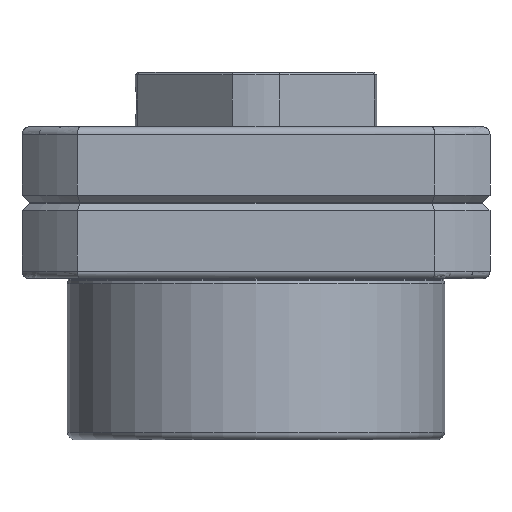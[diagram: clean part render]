
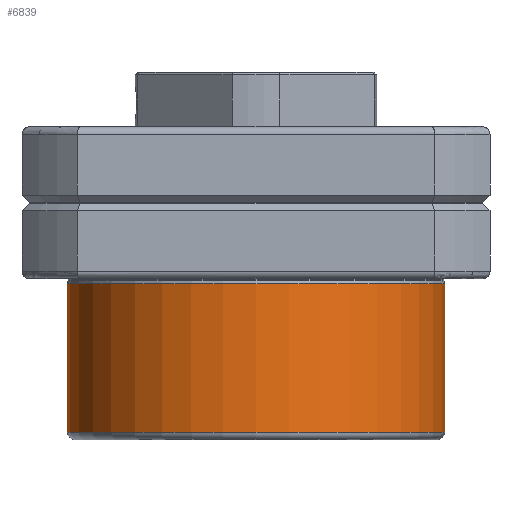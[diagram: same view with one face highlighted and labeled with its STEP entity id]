
A CAD part, front view. The second image highlights one B-rep face of the part: STEP entity #6839.
In plain terms, the highlighted cylindrical face has radius 37.5 mm (diameter 75 mm), a partial arc.
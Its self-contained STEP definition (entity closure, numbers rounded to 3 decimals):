
#551 = EDGE_CURVE ( 'NONE', #8097, #2107, #10629, .T. ) ;
#567 = EDGE_CURVE ( 'NONE', #2107, #7497, #13931, .T. ) ;
#729 = DIRECTION ( 'NONE',  ( 1., 0., 0. ) ) ;
#2107 = VERTEX_POINT ( 'NONE', #11342 ) ;
#2410 = EDGE_CURVE ( 'NONE', #8379, #7497, #2996, .T. ) ;
#2692 = CARTESIAN_POINT ( 'NONE',  ( 37.5, 0., 7.454 ) ) ;
#2996 = LINE ( 'NONE', #5698, #15687 ) ;
#3763 = ORIENTED_EDGE ( 'NONE', *, *, #567, .F. ) ;
#3901 = ORIENTED_EDGE ( 'NONE', *, *, #7201, .T. ) ;
#4122 = VECTOR ( 'NONE', #10926, 1000. ) ;
#4423 = DIRECTION ( 'NONE',  ( 0., 0., 1. ) ) ;
#4893 = CYLINDRICAL_SURFACE ( 'NONE', #12204, 37.5 ) ;
#5467 = ORIENTED_EDGE ( 'NONE', *, *, #551, .F. ) ;
#5698 = CARTESIAN_POINT ( 'NONE',  ( 37.5, 0., 23.5 ) ) ;
#5749 = DIRECTION ( 'NONE',  ( 0., 0., 1. ) ) ;
#6300 = ORIENTED_EDGE ( 'NONE', *, *, #2410, .T. ) ;
#6839 = ADVANCED_FACE ( 'NONE', ( #11459 ), #4893, .T. ) ;
#7119 = AXIS2_PLACEMENT_3D ( 'NONE', #14645, #7245, #15882 ) ;
#7201 = EDGE_CURVE ( 'NONE', #8097, #8379, #14509, .T. ) ;
#7245 = DIRECTION ( 'NONE',  ( 0., 0., 1. ) ) ;
#7497 = VERTEX_POINT ( 'NONE', #2692 ) ;
#8049 = CARTESIAN_POINT ( 'NONE',  ( 0., 0., 23.5 ) ) ;
#8097 = VERTEX_POINT ( 'NONE', #10972 ) ;
#8379 = VERTEX_POINT ( 'NONE', #15170 ) ;
#10218 = AXIS2_PLACEMENT_3D ( 'NONE', #13132, #5749, #14387 ) ;
#10629 = LINE ( 'NONE', #14529, #4122 ) ;
#10926 = DIRECTION ( 'NONE',  ( 0., 0., 1. ) ) ;
#10972 = CARTESIAN_POINT ( 'NONE',  ( -37.5, 0., -22. ) ) ;
#11342 = CARTESIAN_POINT ( 'NONE',  ( -37.5, 0., 7.454 ) ) ;
#11459 = FACE_OUTER_BOUND ( 'NONE', #12797, .T. ) ;
#12204 = AXIS2_PLACEMENT_3D ( 'NONE', #8049, #4423, #729 ) ;
#12797 = EDGE_LOOP ( 'NONE', ( #5467, #3901, #6300, #3763 ) ) ;
#13132 = CARTESIAN_POINT ( 'NONE',  ( 0., 0., -22. ) ) ;
#13931 = CIRCLE ( 'NONE', #7119, 37.5 ) ;
#14315 = DIRECTION ( 'NONE',  ( 0., 0., 1. ) ) ;
#14387 = DIRECTION ( 'NONE',  ( 1., 0., 0. ) ) ;
#14509 = CIRCLE ( 'NONE', #10218, 37.5 ) ;
#14529 = CARTESIAN_POINT ( 'NONE',  ( -37.5, 0., 23.5 ) ) ;
#14645 = CARTESIAN_POINT ( 'NONE',  ( 0., 0., 7.454 ) ) ;
#15170 = CARTESIAN_POINT ( 'NONE',  ( 37.5, 0., -22. ) ) ;
#15687 = VECTOR ( 'NONE', #14315, 1000. ) ;
#15882 = DIRECTION ( 'NONE',  ( 1., 0., 0. ) ) ;
